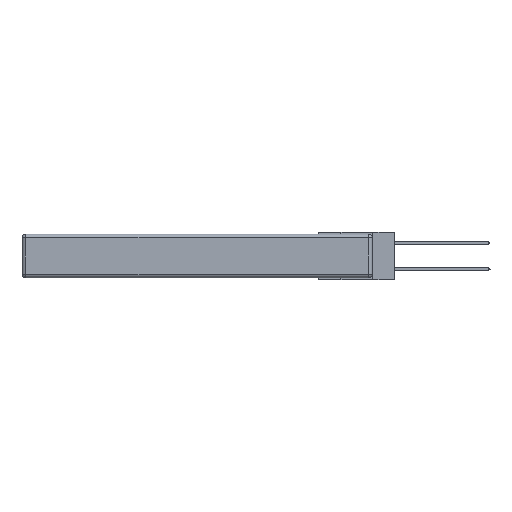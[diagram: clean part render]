
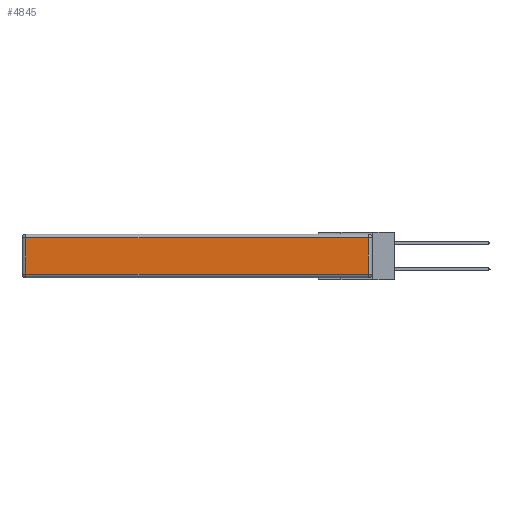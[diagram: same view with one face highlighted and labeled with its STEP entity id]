
A CAD part, left-side view. The second image highlights one B-rep face of the part: STEP entity #4845.
In plain terms, the highlighted planar face has unit normal (-1, 0, 0).
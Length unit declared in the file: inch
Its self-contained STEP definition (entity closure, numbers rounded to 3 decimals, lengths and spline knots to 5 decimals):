
#954 = LINE ( 'NONE', #6794, #1256 ) ;
#1256 = VECTOR ( 'NONE', #9810, 39.37008 ) ;
#1355 = DIRECTION ( 'NONE',  ( 0., 0., -1. ) ) ;
#2192 = ORIENTED_EDGE ( 'NONE', *, *, #8646, .T. ) ;
#2277 = DIRECTION ( 'NONE',  ( 0., -1., 0. ) ) ;
#2711 = DIRECTION ( 'NONE',  ( -1., 0., 0. ) ) ;
#2762 = CARTESIAN_POINT ( 'NONE',  ( 0., 2.72, -0.03 ) ) ;
#2805 = FACE_OUTER_BOUND ( 'NONE', #3134, .T. ) ;
#3134 = EDGE_LOOP ( 'NONE', ( #4828, #9292, #3881, #2192 ) ) ;
#3745 = DIRECTION ( 'NONE',  ( 0., 0., 1. ) ) ;
#3835 = VERTEX_POINT ( 'NONE', #2762 ) ;
#3881 = ORIENTED_EDGE ( 'NONE', *, *, #10945, .T. ) ;
#4706 = CARTESIAN_POINT ( 'NONE',  ( 0., 0.03, -0.343 ) ) ;
#4828 = ORIENTED_EDGE ( 'NONE', *, *, #11913, .T. ) ;
#4845 = ADVANCED_FACE ( 'NONE', ( #2805 ), #6777, .T. ) ;
#6114 = CARTESIAN_POINT ( 'NONE',  ( 0., 0., -0.313 ) ) ;
#6243 = CARTESIAN_POINT ( 'NONE',  ( 0., 2.72, -0.343 ) ) ;
#6617 = VECTOR ( 'NONE', #3745, 39.37008 ) ;
#6661 = DIRECTION ( 'NONE',  ( 0., 0., 1. ) ) ;
#6777 = PLANE ( 'NONE',  #9273 ) ;
#6794 = CARTESIAN_POINT ( 'NONE',  ( 0., 2.75, -0.03 ) ) ;
#7885 = CARTESIAN_POINT ( 'NONE',  ( 0., 0.03, -0.313 ) ) ;
#8140 = LINE ( 'NONE', #6243, #11077 ) ;
#8261 = CARTESIAN_POINT ( 'NONE',  ( 0., 2.72, -0.313 ) ) ;
#8646 = EDGE_CURVE ( 'NONE', #3835, #11980, #8140, .T. ) ;
#8706 = CARTESIAN_POINT ( 'NONE',  ( 0., 0., -0.343 ) ) ;
#9210 = LINE ( 'NONE', #4706, #6617 ) ;
#9273 = AXIS2_PLACEMENT_3D ( 'NONE', #8706, #2711, #6661 ) ;
#9292 = ORIENTED_EDGE ( 'NONE', *, *, #10782, .T. ) ;
#9664 = VERTEX_POINT ( 'NONE', #7885 ) ;
#9810 = DIRECTION ( 'NONE',  ( 0., 1., 0. ) ) ;
#9845 = LINE ( 'NONE', #6114, #10904 ) ;
#10782 = EDGE_CURVE ( 'NONE', #9664, #11921, #9210, .T. ) ;
#10904 = VECTOR ( 'NONE', #2277, 39.37008 ) ;
#10945 = EDGE_CURVE ( 'NONE', #11921, #3835, #954, .T. ) ;
#10949 = CARTESIAN_POINT ( 'NONE',  ( 0., 0.03, -0.03 ) ) ;
#11077 = VECTOR ( 'NONE', #1355, 39.37008 ) ;
#11913 = EDGE_CURVE ( 'NONE', #11980, #9664, #9845, .T. ) ;
#11921 = VERTEX_POINT ( 'NONE', #10949 ) ;
#11980 = VERTEX_POINT ( 'NONE', #8261 ) ;
